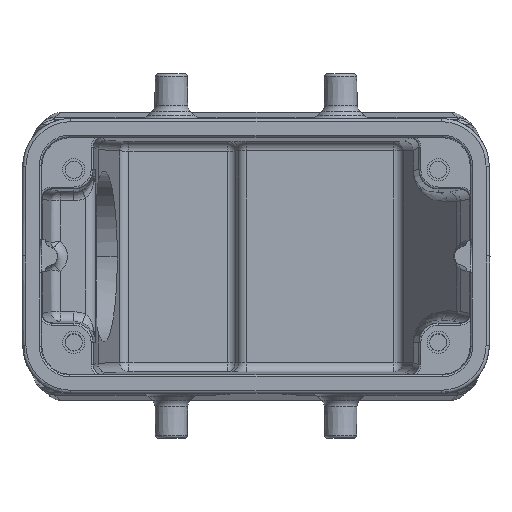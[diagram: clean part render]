
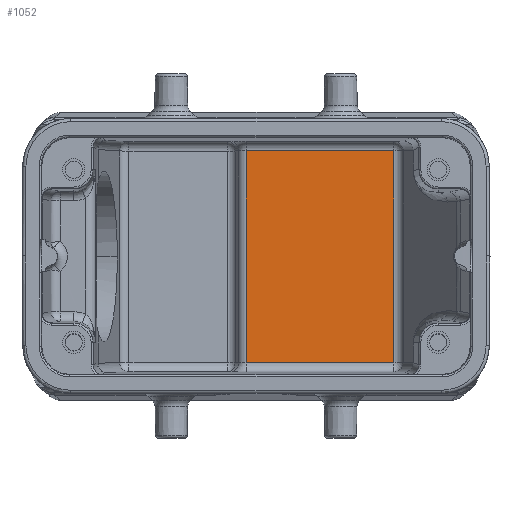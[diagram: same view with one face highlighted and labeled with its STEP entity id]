
A CAD part, top view. The second image highlights one B-rep face of the part: STEP entity #1052.
In plain terms, the highlighted planar face has unit normal (0, 0, 1).
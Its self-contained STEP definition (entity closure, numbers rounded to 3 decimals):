
#1052=ADVANCED_FACE('',(#2042),#1496,.F.);
#1496=PLANE('',#12676);
#2042=FACE_OUTER_BOUND('',#2769,.T.);
#2769=EDGE_LOOP('',(#7138,#7139,#7140,#7141));
#3874=LINE('',#23034,#4642);
#3877=LINE('',#23048,#4645);
#3878=LINE('',#23050,#4646);
#3879=LINE('',#23052,#4647);
#4642=VECTOR('',#14696,1.);
#4645=VECTOR('',#14711,1.);
#4646=VECTOR('',#14714,1.);
#4647=VECTOR('',#14715,1.);
#7138=ORIENTED_EDGE('',*,*,#10789,.T.);
#7139=ORIENTED_EDGE('',*,*,#10796,.T.);
#7140=ORIENTED_EDGE('',*,*,#10797,.T.);
#7141=ORIENTED_EDGE('',*,*,#10798,.T.);
#9287=VERTEX_POINT('',#23031);
#9288=VERTEX_POINT('',#23035);
#9292=VERTEX_POINT('',#23047);
#9293=VERTEX_POINT('',#23051);
#10789=EDGE_CURVE('',#9287,#9288,#3874,.T.);
#10796=EDGE_CURVE('',#9288,#9292,#3877,.T.);
#10797=EDGE_CURVE('',#9292,#9293,#3878,.T.);
#10798=EDGE_CURVE('',#9293,#9287,#3879,.T.);
#12676=AXIS2_PLACEMENT_3D('',#23053,#14716,#14717);
#14696=DIRECTION('',(0.,1.,0.));
#14711=DIRECTION('',(-1.,0.,0.));
#14714=DIRECTION('',(0.,-1.,0.));
#14715=DIRECTION('',(1.,0.,0.));
#14716=DIRECTION('',(0.,0.,-1.));
#14717=DIRECTION('',(-1.,0.,0.));
#23031=CARTESIAN_POINT('',(21.573,-16.546,-65.));
#23034=CARTESIAN_POINT('',(21.573,-16.546,-65.));
#23035=CARTESIAN_POINT('',(21.573,16.546,-65.));
#23047=CARTESIAN_POINT('',(-1.493,16.546,-65.));
#23048=CARTESIAN_POINT('',(21.573,16.546,-65.));
#23050=CARTESIAN_POINT('',(-1.493,16.546,-65.));
#23051=CARTESIAN_POINT('',(-1.493,-16.546,-65.));
#23052=CARTESIAN_POINT('',(-1.493,-16.546,-65.));
#23053=CARTESIAN_POINT('',(22.724,-18.6,-65.));
